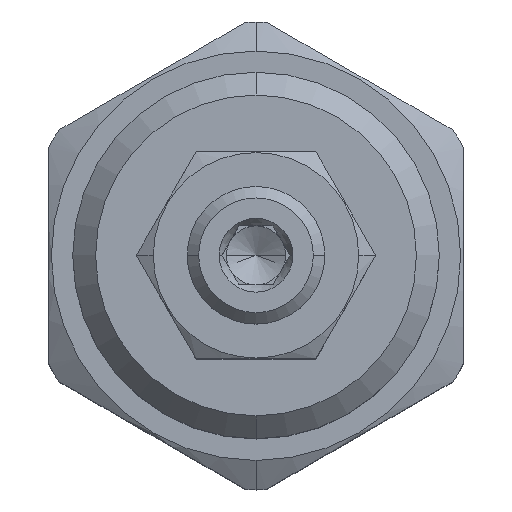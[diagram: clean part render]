
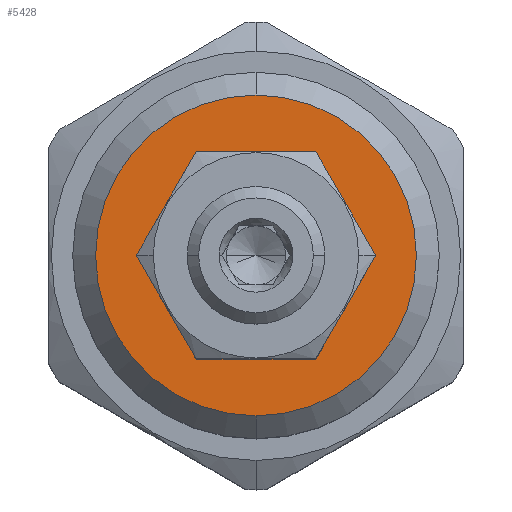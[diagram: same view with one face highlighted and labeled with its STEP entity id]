
A CAD part, top view. The second image highlights one B-rep face of the part: STEP entity #5428.
In plain terms, the highlighted planar face has unit normal (0, 0, 1).
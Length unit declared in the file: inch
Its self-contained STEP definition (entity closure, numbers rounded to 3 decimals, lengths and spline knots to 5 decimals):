
#248=CARTESIAN_POINT('',(0.,0.,3.375));
#249=DIRECTION('',(0.,0.,1.));
#250=DIRECTION('',(-0.869,0.495,0.));
#251=AXIS2_PLACEMENT_3D('',#248,#249,#250);
#253=DIRECTION('',(0.5,-0.866,0.));
#254=VECTOR('',#253,0.00414);
#255=CARTESIAN_POINT('',(-0.2442,-0.13907,
3.375));
#256=LINE('',#255,#254);
#257=CARTESIAN_POINT('',(-0.24213,-0.14265,
3.375));
#258=CARTESIAN_POINT('',(-0.23763,-0.15027,
3.375));
#259=CARTESIAN_POINT('',(-0.22796,-0.16499,
3.375));
#260=CARTESIAN_POINT('',(-0.21151,-0.18562,
3.375));
#261=CARTESIAN_POINT('',(-0.19319,-0.20462,
3.375));
#262=CARTESIAN_POINT('',(-0.17317,-0.22182,
3.375));
#263=CARTESIAN_POINT('',(-0.15163,-0.23707,
3.375));
#264=CARTESIAN_POINT('',(-0.12875,-0.25023,
3.375));
#265=CARTESIAN_POINT('',(-0.10474,-0.2612,
3.375));
#266=CARTESIAN_POINT('',(-0.0798,-0.26986,
3.375));
#267=CARTESIAN_POINT('',(-0.05417,-0.27615,
3.375));
#268=CARTESIAN_POINT('',(-0.02805,-0.28,
3.375));
#269=CARTESIAN_POINT('',(-0.01048,-0.28096,
3.375));
#270=CARTESIAN_POINT('',(-0.00166,-0.28101,
3.375));
#272=DIRECTION('',(1.,0.,0.));
#273=VECTOR('',#272,0.00343);
#274=CARTESIAN_POINT('',(-0.00166,-0.28101,
3.375));
#275=LINE('',#274,#273);
#276=CARTESIAN_POINT('',(0.,0.,3.375));
#277=DIRECTION('',(0.,0.,1.));
#278=DIRECTION('',(0.006,-1.,0.));
#279=AXIS2_PLACEMENT_3D('',#276,#277,#278);
#281=DIRECTION('',(0.5,0.866,0.));
#282=VECTOR('',#281,0.00409);
#283=CARTESIAN_POINT('',(0.24221,-0.14251,
3.375));
#284=LINE('',#283,#282);
#285=CARTESIAN_POINT('',(0.,0.,3.375));
#286=DIRECTION('',(0.,0.,1.));
#287=DIRECTION('',(0.869,-0.495,0.));
#288=AXIS2_PLACEMENT_3D('',#285,#286,#287);
#290=DIRECTION('',(-0.5,0.866,0.));
#291=VECTOR('',#290,0.00416);
#292=CARTESIAN_POINT('',(0.2442,0.13907,3.375));
#293=LINE('',#292,#291);
#294=CARTESIAN_POINT('',(0.24211,0.14267,3.375));
#295=CARTESIAN_POINT('',(0.23762,0.15028,3.375));
#296=CARTESIAN_POINT('',(0.22796,0.16499,3.375));
#297=CARTESIAN_POINT('',(0.21151,0.18563,3.375));
#298=CARTESIAN_POINT('',(0.19318,0.20463,3.375));
#299=CARTESIAN_POINT('',(0.17316,0.22183,3.375));
#300=CARTESIAN_POINT('',(0.15161,0.23708,3.375));
#301=CARTESIAN_POINT('',(0.12874,0.25024,3.375));
#302=CARTESIAN_POINT('',(0.10472,0.2612,3.375));
#303=CARTESIAN_POINT('',(0.07979,0.26986,3.375));
#304=CARTESIAN_POINT('',(0.05416,0.27615,3.375));
#305=CARTESIAN_POINT('',(0.02805,0.28,3.375));
#306=CARTESIAN_POINT('',(0.01048,0.28096,3.375));
#307=CARTESIAN_POINT('',(0.00166,0.28101,3.375));
#309=DIRECTION('',(-1.,0.,0.));
#310=VECTOR('',#309,0.00343);
#311=CARTESIAN_POINT('',(0.00166,0.28101,3.375));
#312=LINE('',#311,#310);
#313=CARTESIAN_POINT('',(0.,0.,3.375));
#314=DIRECTION('',(0.,0.,1.));
#315=DIRECTION('',(-0.006,1.,0.));
#316=AXIS2_PLACEMENT_3D('',#313,#314,#315);
#318=DIRECTION('',(-0.5,-0.866,0.));
#319=VECTOR('',#318,0.00409);
#320=CARTESIAN_POINT('',(-0.24221,0.14251,
3.375));
#321=LINE('',#320,#319);
#322=CARTESIAN_POINT('',(0.,0.,3.375));
#323=DIRECTION('',(0.,0.,1.));
#324=DIRECTION('',(0.,-1.,0.));
#325=AXIS2_PLACEMENT_3D('',#322,#323,#324);
#340=CARTESIAN_POINT('',(0.,0.,3.375));
#341=DIRECTION('',(0.,0.,1.));
#342=DIRECTION('',(0.,1.,0.));
#343=AXIS2_PLACEMENT_3D('',#340,#341,#342);
#4648=CARTESIAN_POINT('',(0.,0.435,3.375));
#4649=CARTESIAN_POINT('',(0.,-0.435,3.375));
#4650=VERTEX_POINT('',#4648);
#4651=VERTEX_POINT('',#4649);
#4858=CARTESIAN_POINT('',(-0.24424,0.13896,3.375));
#4859=CARTESIAN_POINT('',(-0.24418,-0.13905,3.375));
#4860=VERTEX_POINT('',#4858);
#4861=VERTEX_POINT('',#4859);
#4862=VERTEX_POINT('',#257);
#4863=VERTEX_POINT('',#270);
#4864=CARTESIAN_POINT('',(0.00178,-0.28099,3.375));
#4865=CARTESIAN_POINT('',(0.24219,-0.1425,3.375));
#4866=VERTEX_POINT('',#4864);
#4867=VERTEX_POINT('',#4865);
#4868=CARTESIAN_POINT('',(0.24424,-0.13896,3.375));
#4869=CARTESIAN_POINT('',(0.24418,0.13905,3.375));
#4870=VERTEX_POINT('',#4868);
#4871=VERTEX_POINT('',#4869);
#4872=VERTEX_POINT('',#294);
#4873=VERTEX_POINT('',#307);
#4874=CARTESIAN_POINT('',(-0.00178,0.28099,3.375));
#4875=CARTESIAN_POINT('',(-0.24219,0.1425,3.375));
#4876=VERTEX_POINT('',#4874);
#4877=VERTEX_POINT('',#4875);
#5392=CARTESIAN_POINT('',(0.,0.,3.375));
#5393=DIRECTION('',(0.,0.,1.));
#5394=DIRECTION('',(0.,1.,0.));
#5395=AXIS2_PLACEMENT_3D('',#5392,#5393,#5394);
#5396=PLANE('',#5395);
#5398=ORIENTED_EDGE('',*,*,#5397,.F.);
#5400=ORIENTED_EDGE('',*,*,#5399,.F.);
#5401=EDGE_LOOP('',(#5398,#5400));
#5402=FACE_OUTER_BOUND('',#5401,.F.);
#5404=ORIENTED_EDGE('',*,*,#5403,.T.);
#5406=ORIENTED_EDGE('',*,*,#5405,.T.);
#5408=ORIENTED_EDGE('',*,*,#5407,.T.);
#5410=ORIENTED_EDGE('',*,*,#5409,.T.);
#5412=ORIENTED_EDGE('',*,*,#5411,.T.);
#5414=ORIENTED_EDGE('',*,*,#5413,.T.);
#5416=ORIENTED_EDGE('',*,*,#5415,.T.);
#5417=ORIENTED_EDGE('',*,*,#5371,.T.);
#5419=ORIENTED_EDGE('',*,*,#5418,.T.);
#5421=ORIENTED_EDGE('',*,*,#5420,.T.);
#5423=ORIENTED_EDGE('',*,*,#5422,.T.);
#5425=ORIENTED_EDGE('',*,*,#5424,.T.);
#5426=EDGE_LOOP('',(#5404,#5406,#5408,#5410,#5412,#5414,#5416,#5417,#5419,#5421,
#5423,#5425));
#5427=FACE_BOUND('',#5426,.F.);
#252=CIRCLE('',#251,0.281);
#271=B_SPLINE_CURVE_WITH_KNOTS('',3,(#257,#258,#259,#260,#261,#262,#263,#264,
#265,#266,#267,#268,#269,#270),.UNSPECIFIED.,.F.,.F.,(4,1,1,1,1,1,1,1,1,1,1,4),(
0.,0.09091,0.18182,0.27273,0.36364,
0.45455,0.54545,0.63636,0.72727,
0.81818,0.90909,1.),.UNSPECIFIED.);
#280=CIRCLE('',#279,0.281);
#289=CIRCLE('',#288,0.281);
#308=B_SPLINE_CURVE_WITH_KNOTS('',3,(#294,#295,#296,#297,#298,#299,#300,#301,
#302,#303,#304,#305,#306,#307),.UNSPECIFIED.,.F.,.F.,(4,1,1,1,1,1,1,1,1,1,1,4),(
0.,0.09091,0.18182,0.27273,0.36364,
0.45455,0.54545,0.63636,0.72727,
0.81818,0.90909,1.),.UNSPECIFIED.);
#317=CIRCLE('',#316,0.281);
#326=CIRCLE('',#325,0.435);
#344=CIRCLE('',#343,0.435);
#5371=EDGE_CURVE('',#4871,#4872,#293,.T.);
#5397=EDGE_CURVE('',#4651,#4650,#326,.T.);
#5399=EDGE_CURVE('',#4650,#4651,#344,.T.);
#5403=EDGE_CURVE('',#4860,#4861,#252,.T.);
#5405=EDGE_CURVE('',#4861,#4862,#256,.T.);
#5407=EDGE_CURVE('',#4862,#4863,#271,.T.);
#5409=EDGE_CURVE('',#4863,#4866,#275,.T.);
#5411=EDGE_CURVE('',#4866,#4867,#280,.T.);
#5413=EDGE_CURVE('',#4867,#4870,#284,.T.);
#5415=EDGE_CURVE('',#4870,#4871,#289,.T.);
#5418=EDGE_CURVE('',#4872,#4873,#308,.T.);
#5420=EDGE_CURVE('',#4873,#4876,#312,.T.);
#5422=EDGE_CURVE('',#4876,#4877,#317,.T.);
#5424=EDGE_CURVE('',#4877,#4860,#321,.T.);
#5428=ADVANCED_FACE('',(#5402,#5427),#5396,.T.);
